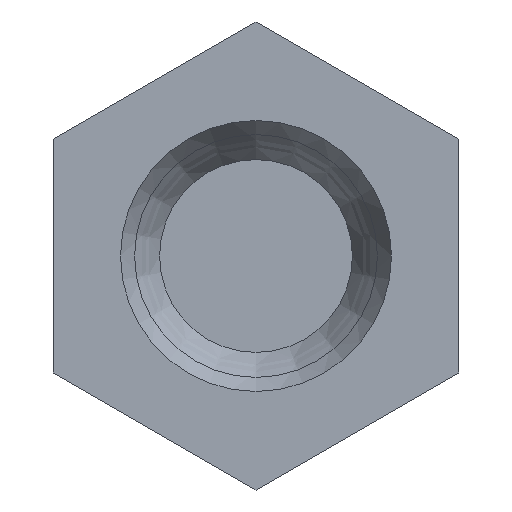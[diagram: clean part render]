
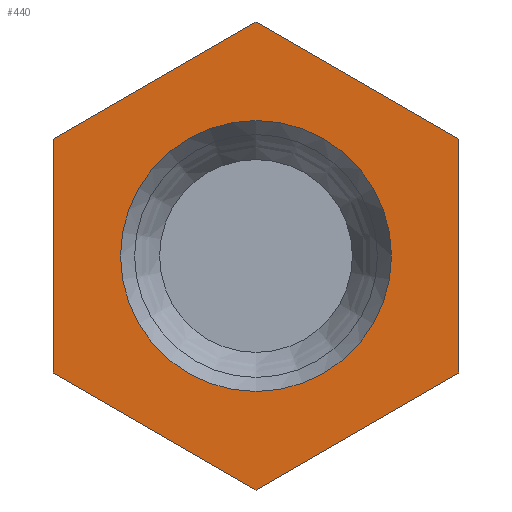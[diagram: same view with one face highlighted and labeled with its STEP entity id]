
A CAD part, front view. The second image highlights one B-rep face of the part: STEP entity #440.
In plain terms, the highlighted planar face has unit normal (0, -1, 0).
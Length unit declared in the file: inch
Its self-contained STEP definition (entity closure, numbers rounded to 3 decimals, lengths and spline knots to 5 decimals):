
#118=CARTESIAN_POINT('',(0.,-0.75,0.));
#119=DIRECTION('',(0.,-1.,0.));
#120=DIRECTION('',(0.,0.,-1.));
#121=AXIS2_PLACEMENT_3D('',#118,#119,#120);
#122=CIRCLE('',#121,0.0625);
#123=EDGE_CURVE('',#125,#125,#122,.T.);
#124=CARTESIAN_POINT('',(0.,-0.75,-0.0625));
#125=VERTEX_POINT('',#124);
#221=CARTESIAN_POINT('',(-0.04675,-0.75,-0.08097));
#222=DIRECTION('',(0.866,0.,-0.5));
#223=VECTOR('',#222,1.);
#224=LINE('',#221,#223);
#225=EDGE_CURVE('',#227,#229,#224,.T.);
#226=CARTESIAN_POINT('',(-0.0935,-0.75,-0.05398));
#227=VERTEX_POINT('',#226);
#228=CARTESIAN_POINT('',(0.,-0.75,-0.10796));
#229=VERTEX_POINT('',#228);
#261=CARTESIAN_POINT('',(-0.0935,-0.75,0.));
#262=DIRECTION('',(0.,0.,-1.));
#263=VECTOR('',#262,1.);
#264=LINE('',#261,#263);
#265=EDGE_CURVE('',#267,#227,#264,.T.);
#266=CARTESIAN_POINT('',(-0.0935,-0.75,0.05398));
#267=VERTEX_POINT('',#266);
#292=CARTESIAN_POINT('',(-0.04675,-0.75,0.08097));
#293=DIRECTION('',(-0.866,0.,-0.5));
#294=VECTOR('',#293,1.);
#295=LINE('',#292,#294);
#296=EDGE_CURVE('',#298,#267,#295,.T.);
#297=CARTESIAN_POINT('',(0.,-0.75,0.10796));
#298=VERTEX_POINT('',#297);
#323=CARTESIAN_POINT('',(0.04675,-0.75,0.08097));
#324=DIRECTION('',(-0.866,0.,0.5));
#325=VECTOR('',#324,1.);
#326=LINE('',#323,#325);
#327=EDGE_CURVE('',#329,#298,#326,.T.);
#328=CARTESIAN_POINT('',(0.0935,-0.75,0.05398));
#329=VERTEX_POINT('',#328);
#354=CARTESIAN_POINT('',(0.0935,-0.75,0.));
#355=DIRECTION('',(0.,0.,1.));
#356=VECTOR('',#355,1.);
#357=LINE('',#354,#356);
#358=EDGE_CURVE('',#360,#329,#357,.T.);
#359=CARTESIAN_POINT('',(0.0935,-0.75,-0.05398));
#360=VERTEX_POINT('',#359);
#385=CARTESIAN_POINT('',(0.04675,-0.75,-0.08097));
#386=DIRECTION('',(0.866,0.,0.5));
#387=VECTOR('',#386,1.);
#388=LINE('',#385,#387);
#389=EDGE_CURVE('',#229,#360,#388,.T.);
#424=ORIENTED_EDGE('',*,*,#123,.F.);
#425=EDGE_LOOP('',(#424));
#426=FACE_BOUND('',#425,.T.);
#427=ORIENTED_EDGE('',*,*,#265,.T.);
#428=ORIENTED_EDGE('',*,*,#225,.T.);
#429=ORIENTED_EDGE('',*,*,#389,.T.);
#430=ORIENTED_EDGE('',*,*,#358,.T.);
#431=ORIENTED_EDGE('',*,*,#327,.T.);
#432=ORIENTED_EDGE('',*,*,#296,.T.);
#433=EDGE_LOOP('',(#427,#428,#429,#430,#431,#432));
#434=FACE_BOUND('',#433,.T.);
#435=CARTESIAN_POINT('',(0.,-0.75,0.));
#436=DIRECTION('',(0.,-1.,0.));
#437=DIRECTION('',(0.,0.,-1.));
#438=AXIS2_PLACEMENT_3D('',#435,#436,#437);
#439=PLANE('',#438);
#440=ADVANCED_FACE('',(#426,#434),#439,.T.);
